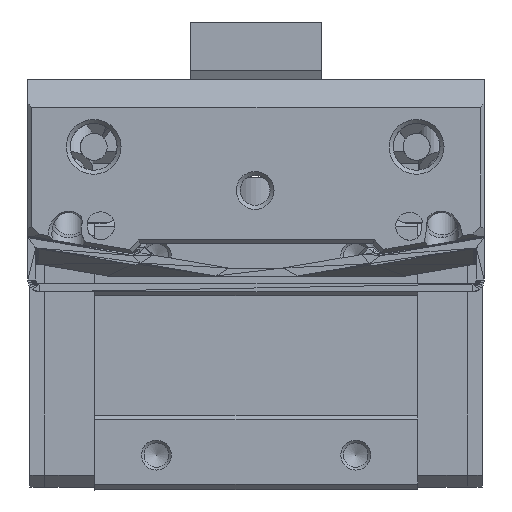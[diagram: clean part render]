
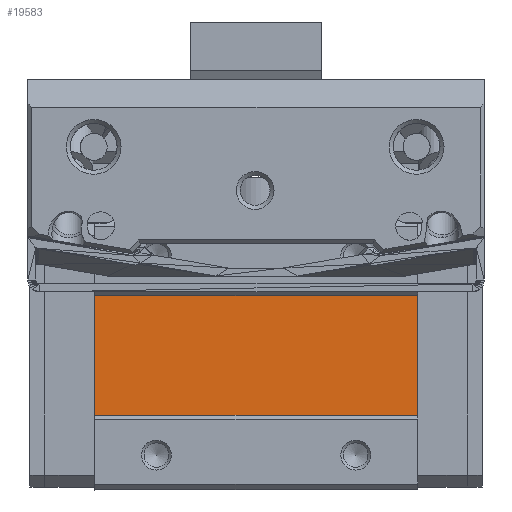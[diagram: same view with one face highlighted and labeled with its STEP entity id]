
A CAD part, front view. The second image highlights one B-rep face of the part: STEP entity #19583.
In plain terms, the highlighted face is planar.
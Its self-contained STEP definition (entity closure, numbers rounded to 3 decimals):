
#1303=PLANE('',#21236);
#2467=FACE_OUTER_BOUND('',#3772,.T.);
#3772=EDGE_LOOP('',(#16927,#16928,#16929,#16930));
#5625=LINE('',#33505,#7713);
#5663=LINE('',#33651,#7751);
#5664=LINE('',#33652,#7752);
#5665=LINE('',#33653,#7753);
#7713=VECTOR('',#25653,1.);
#7751=VECTOR('',#25793,1.);
#7752=VECTOR('',#25794,1.);
#7753=VECTOR('',#25795,1.);
#9707=VERTEX_POINT('',#33502);
#9708=VERTEX_POINT('',#33504);
#9764=VERTEX_POINT('',#33649);
#9765=VERTEX_POINT('',#33650);
#12169=EDGE_CURVE('',#9707,#9708,#5625,.T.);
#12239=EDGE_CURVE('',#9764,#9765,#5663,.T.);
#12240=EDGE_CURVE('',#9708,#9765,#5664,.T.);
#12241=EDGE_CURVE('',#9707,#9764,#5665,.T.);
#16927=ORIENTED_EDGE('',*,*,#12239,.T.);
#16928=ORIENTED_EDGE('',*,*,#12240,.F.);
#16929=ORIENTED_EDGE('',*,*,#12169,.F.);
#16930=ORIENTED_EDGE('',*,*,#12241,.T.);
#19583=ADVANCED_FACE('',(#2467),#1303,.T.);
#21236=AXIS2_PLACEMENT_3D('',#33648,#25791,#25792);
#25653=DIRECTION('',(0.,1.,0.));
#25791=DIRECTION('center_axis',(0.,0.,1.));
#25792=DIRECTION('ref_axis',(1.,0.,0.));
#25793=DIRECTION('',(0.,1.,0.));
#25794=DIRECTION('',(1.,0.,0.));
#25795=DIRECTION('',(1.,0.,0.));
#33502=CARTESIAN_POINT('',(121.3,-6.,12.6));
#33504=CARTESIAN_POINT('',(121.3,6.,12.6));
#33505=CARTESIAN_POINT('',(121.3,0.,12.6));
#33648=CARTESIAN_POINT('Origin',(121.3,0.,12.6));
#33649=CARTESIAN_POINT('',(153.7,-6.,12.6));
#33650=CARTESIAN_POINT('',(153.7,6.,12.6));
#33651=CARTESIAN_POINT('',(153.7,0.,12.6));
#33652=CARTESIAN_POINT('',(121.3,6.,12.6));
#33653=CARTESIAN_POINT('',(121.3,-6.,12.6));
